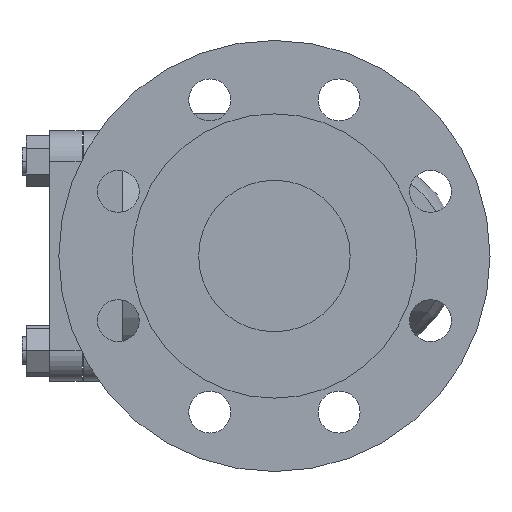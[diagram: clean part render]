
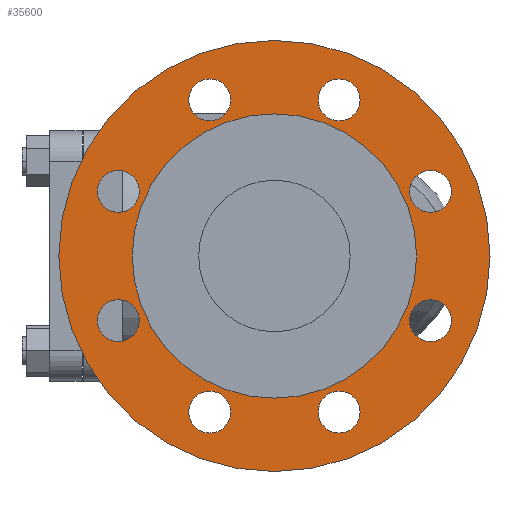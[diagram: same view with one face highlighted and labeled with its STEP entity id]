
A CAD part, left-side view. The second image highlights one B-rep face of the part: STEP entity #35600.
In plain terms, the highlighted planar face has unit normal (-1, 0, 0).
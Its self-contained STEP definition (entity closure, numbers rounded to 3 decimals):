
#9930=CARTESIAN_POINT('',(3.,0.,-92.5));
#9940=VERTEX_POINT('',#9930);
#9970=CARTESIAN_POINT('',(3.,0.,0.));
#9980=DIRECTION('',(1.,0.,0.));
#9990=DIRECTION('',(0.,0.,-1.));
#10000=AXIS2_PLACEMENT_3D('',#9970,#9980,#9990);
#10010=CIRCLE('',#10000,92.5);
#10020=CARTESIAN_POINT('',(3.,0.,92.5));
#10030=VERTEX_POINT('',#10020);
#10040=EDGE_CURVE('',#10030,#9940,#10010,.T.);
#10350=CARTESIAN_POINT('',(3.,27.745,-75.981));
#10360=VERTEX_POINT('',#10350);
#10390=CARTESIAN_POINT('',(3.,27.745,-66.981));
#10400=DIRECTION('',(-1.,0.,0.));
#10410=DIRECTION('',(0.,0.,-1.));
#10420=AXIS2_PLACEMENT_3D('',#10390,#10400,#10410);
#10430=CIRCLE('',#10420,9.);
#10440=CARTESIAN_POINT('',(3.,27.745,-57.981));
#10450=VERTEX_POINT('',#10440);
#10460=EDGE_CURVE('',#10450,#10360,#10430,.T.);
#10770=CARTESIAN_POINT('',(3.,-27.745,-75.981));
#10780=VERTEX_POINT('',#10770);
#10810=CARTESIAN_POINT('',(3.,-27.745,-66.981));
#10820=DIRECTION('',(-1.,0.,0.));
#10830=DIRECTION('',(0.,0.,-1.));
#10840=AXIS2_PLACEMENT_3D('',#10810,#10820,#10830);
#10850=CIRCLE('',#10840,9.);
#10860=CARTESIAN_POINT('',(3.,-27.745,-57.981));
#10870=VERTEX_POINT('',#10860);
#10880=EDGE_CURVE('',#10870,#10780,#10850,.T.);
#11190=CARTESIAN_POINT('',(3.,66.981,-18.745));
#11200=VERTEX_POINT('',#11190);
#11230=CARTESIAN_POINT('',(3.,66.981,-27.745));
#11240=DIRECTION('',(-1.,0.,0.));
#11250=DIRECTION('',(0.,0.,-1.));
#11260=AXIS2_PLACEMENT_3D('',#11230,#11240,#11250);
#11270=CIRCLE('',#11260,9.);
#11280=CARTESIAN_POINT('',(3.,66.981,-36.745));
#11290=VERTEX_POINT('',#11280);
#11300=EDGE_CURVE('',#11290,#11200,#11270,.T.);
#11610=CARTESIAN_POINT('',(3.,-66.981,-36.745));
#11620=VERTEX_POINT('',#11610);
#11650=CARTESIAN_POINT('',(3.,-66.981,-27.745));
#11660=DIRECTION('',(-1.,0.,0.));
#11670=DIRECTION('',(0.,0.,-1.));
#11680=AXIS2_PLACEMENT_3D('',#11650,#11660,#11670);
#11690=CIRCLE('',#11680,9.);
#11700=CARTESIAN_POINT('',(3.,-66.981,-18.745));
#11710=VERTEX_POINT('',#11700);
#11720=EDGE_CURVE('',#11710,#11620,#11690,.T.);
#12030=CARTESIAN_POINT('',(3.,66.981,36.745));
#12040=VERTEX_POINT('',#12030);
#12200=CARTESIAN_POINT('',(3.,66.981,18.745));
#12210=VERTEX_POINT('',#12200);
#12240=CARTESIAN_POINT('',(3.,66.981,27.745));
#12250=DIRECTION('',(-1.,0.,0.));
#12260=DIRECTION('',(0.,0.,-1.));
#12270=AXIS2_PLACEMENT_3D('',#12240,#12250,#12260);
#12280=CIRCLE('',#12270,9.);
#12290=EDGE_CURVE('',#12040,#12210,#12280,.T.);
#12450=CARTESIAN_POINT('',(3.,-66.981,36.745));
#12460=VERTEX_POINT('',#12450);
#12490=CARTESIAN_POINT('',(3.,-66.981,27.745));
#12500=DIRECTION('',(-1.,0.,0.));
#12510=DIRECTION('',(0.,0.,-1.));
#12520=AXIS2_PLACEMENT_3D('',#12490,#12500,#12510);
#12530=CIRCLE('',#12520,9.);
#12540=CARTESIAN_POINT('',(3.,-66.981,18.745));
#12550=VERTEX_POINT('',#12540);
#12560=EDGE_CURVE('',#12550,#12460,#12530,.T.);
#12870=CARTESIAN_POINT('',(3.,27.745,75.981));
#12880=VERTEX_POINT('',#12870);
#12910=CARTESIAN_POINT('',(3.,27.745,66.981));
#12920=DIRECTION('',(-1.,0.,0.));
#12930=DIRECTION('',(0.,0.,-1.));
#12940=AXIS2_PLACEMENT_3D('',#12910,#12920,#12930);
#12950=CIRCLE('',#12940,9.);
#12960=CARTESIAN_POINT('',(3.,27.745,57.981));
#12970=VERTEX_POINT('',#12960);
#12980=EDGE_CURVE('',#12970,#12880,#12950,.T.);
#13290=CARTESIAN_POINT('',(3.,-27.745,75.981));
#13300=VERTEX_POINT('',#13290);
#13460=CARTESIAN_POINT('',(3.,-27.745,57.981));
#13470=VERTEX_POINT('',#13460);
#13500=CARTESIAN_POINT('',(3.,-27.745,66.981));
#13510=DIRECTION('',(-1.,0.,0.));
#13520=DIRECTION('',(0.,0.,-1.));
#13530=AXIS2_PLACEMENT_3D('',#13500,#13510,#13520);
#13540=CIRCLE('',#13530,9.);
#13550=EDGE_CURVE('',#13300,#13470,#13540,.T.);
#13710=CARTESIAN_POINT('',(3.,61.,0.));
#13720=VERTEX_POINT('',#13710);
#13750=CARTESIAN_POINT('',(3.,0.,0.));
#13760=DIRECTION('',(-1.,0.,0.));
#13770=DIRECTION('',(0.,1.,0.));
#13780=AXIS2_PLACEMENT_3D('',#13750,#13760,#13770);
#13790=CIRCLE('',#13780,61.);
#13800=CARTESIAN_POINT('',(3.,-61.,0.));
#13810=VERTEX_POINT('',#13800);
#13820=EDGE_CURVE('',#13810,#13720,#13790,.T.);
#35010=CARTESIAN_POINT('',(3.,76.75,0.));
#35020=DIRECTION('',(1.,0.,0.));
#35030=DIRECTION('',(0.,-1.,0.));
#35040=AXIS2_PLACEMENT_3D('',#35010,#35020,#35030);
#35050=PLANE('',#35040);
#35060=EDGE_CURVE('',#10360,#10450,#10430,.T.);
#35070=ORIENTED_EDGE('',*,*,#35060,.F.);
#35080=ORIENTED_EDGE('',*,*,#10460,.F.);
#35090=EDGE_LOOP('',(#35080,#35070));
#35100=FACE_BOUND('',#35090,.T.);
#35110=EDGE_CURVE('',#10780,#10870,#10850,.T.);
#35120=ORIENTED_EDGE('',*,*,#35110,.F.);
#35130=ORIENTED_EDGE('',*,*,#10880,.F.);
#35140=EDGE_LOOP('',(#35130,#35120));
#35150=FACE_BOUND('',#35140,.T.);
#35160=ORIENTED_EDGE('',*,*,#11300,.F.);
#35170=EDGE_CURVE('',#11200,#11290,#11270,.T.);
#35180=ORIENTED_EDGE('',*,*,#35170,.F.);
#35190=EDGE_LOOP('',(#35180,#35160));
#35200=FACE_BOUND('',#35190,.T.);
#35210=EDGE_CURVE('',#11620,#11710,#11690,.T.);
#35220=ORIENTED_EDGE('',*,*,#35210,.F.);
#35230=ORIENTED_EDGE('',*,*,#11720,.F.);
#35240=EDGE_LOOP('',(#35230,#35220));
#35250=FACE_BOUND('',#35240,.T.);
#35260=EDGE_CURVE('',#12210,#12040,#12280,.T.);
#35270=ORIENTED_EDGE('',*,*,#35260,.F.);
#35280=ORIENTED_EDGE('',*,*,#12290,.F.);
#35290=EDGE_LOOP('',(#35280,#35270));
#35300=FACE_BOUND('',#35290,.T.);
#35310=ORIENTED_EDGE('',*,*,#12560,.F.);
#35320=EDGE_CURVE('',#12460,#12550,#12530,.T.);
#35330=ORIENTED_EDGE('',*,*,#35320,.F.);
#35340=EDGE_LOOP('',(#35330,#35310));
#35350=FACE_BOUND('',#35340,.T.);
#35360=ORIENTED_EDGE('',*,*,#12980,.F.);
#35370=EDGE_CURVE('',#12880,#12970,#12950,.T.);
#35380=ORIENTED_EDGE('',*,*,#35370,.F.);
#35390=EDGE_LOOP('',(#35380,#35360));
#35400=FACE_BOUND('',#35390,.T.);
#35410=EDGE_CURVE('',#13470,#13300,#13540,.T.);
#35420=ORIENTED_EDGE('',*,*,#35410,.F.);
#35430=ORIENTED_EDGE('',*,*,#13550,.F.);
#35440=EDGE_LOOP('',(#35430,#35420));
#35450=FACE_BOUND('',#35440,.T.);
#35460=CARTESIAN_POINT('',(3.,92.5,0.));
#35470=VERTEX_POINT('',#35460);
#35480=EDGE_CURVE('',#35470,#10030,#10010,.T.);
#35490=ORIENTED_EDGE('',*,*,#35480,.F.);
#35500=ORIENTED_EDGE('',*,*,#10040,.F.);
#35510=EDGE_CURVE('',#9940,#35470,#10010,.T.);
#35520=ORIENTED_EDGE('',*,*,#35510,.F.);
#35530=EDGE_LOOP('',(#35520,#35500,#35490));
#35540=FACE_OUTER_BOUND('',#35530,.T.);
#35550=EDGE_CURVE('',#13720,#13810,#13790,.T.);
#35560=ORIENTED_EDGE('',*,*,#35550,.F.);
#35570=ORIENTED_EDGE('',*,*,#13820,.F.);
#35580=EDGE_LOOP('',(#35570,#35560));
#35590=FACE_BOUND('',#35580,.T.);
#35600=ADVANCED_FACE('',(#35100,#35150,#35200,#35250,#35300,#35350,
#35400,#35450,#35540,#35590),#35050,.F.);
